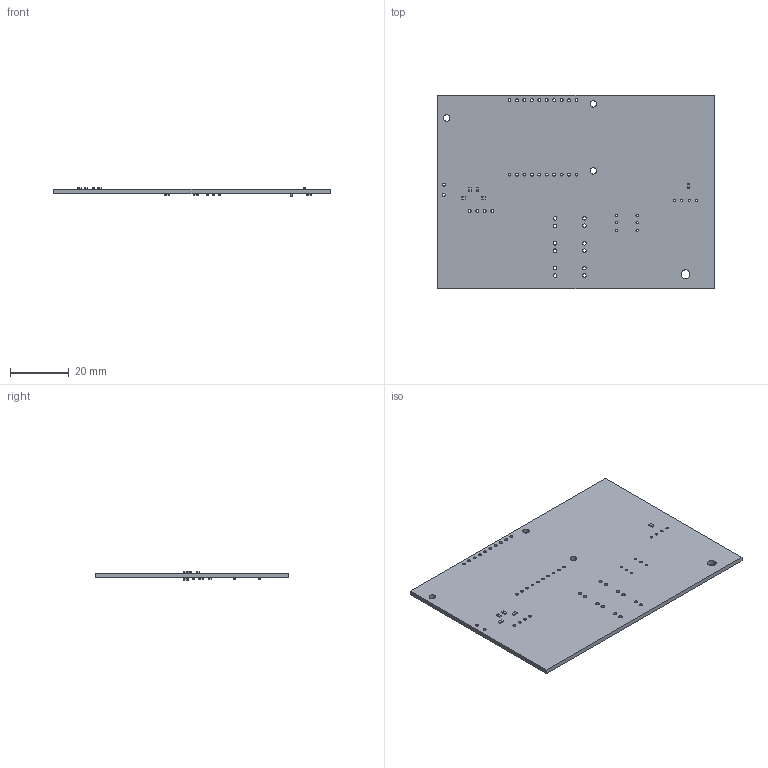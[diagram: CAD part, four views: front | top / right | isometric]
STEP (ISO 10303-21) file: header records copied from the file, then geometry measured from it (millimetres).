
FILE_DESCRIPTION(('KiCad electronic assembly'),'2;1');
FILE_NAME('Lab_Sensor_Version_1.step','2025-07-24T10:25:35',('Pcbnew'),( 'Kicad'),'Open CASCADE STEP processor 7.9','KiCad to STEP converter' ,'Unknown');
FILE_SCHEMA(('AUTOMOTIVE_DESIGN { 1 0 10303 214 1 1 1 1 }'));
Length unit declared in the file: millimetre
Products named in the file (4): Lab_Sensor_Version_1 1; R_0603_1608Metric; C_0603_1608Metric; Lab_Sensor_Version_1_PCB
Assembly tree (17 placements, depth 2):
  Lab_Sensor_Version_1 1
    R_0603_1608Metric  x15
    C_0603_1608Metric
    Lab_Sensor_Version_1_PCB
Bounding box: 94.25 x 66 x 2.93 mm (x, y, z)
Volume: 9314.7 mm3; surface area: 13162.3 mm2
Topology: 17 solids, 17 shells, 476 faces, 1260 edges, 820 vertices
Faces by surface type: plane 292, cylinder 184
Full cylindrical faces by diameter (mm): 0.8 x10, 1 x24, 1.02 x2, 1.21 x12, 2.2 x3, 3 x1
Entity records: 4397 total; most frequent: DIRECTION 712, CARTESIAN_POINT 642, ORIENTED_EDGE 616, EDGE_CURVE 308, AXIS2_PLACEMENT_3D 274, FACE_BOUND 218, EDGE_LOOP 218, VERTEX_POINT 204
